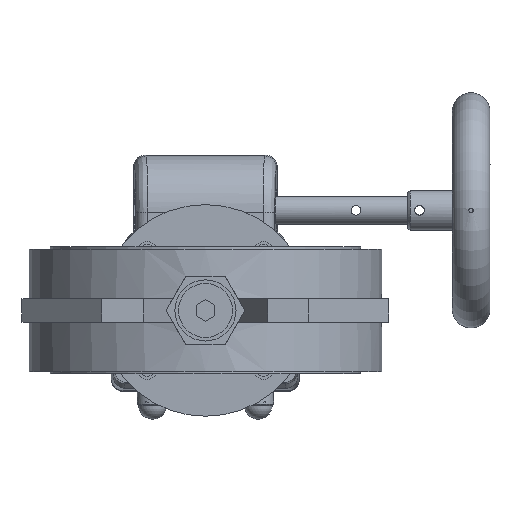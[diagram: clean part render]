
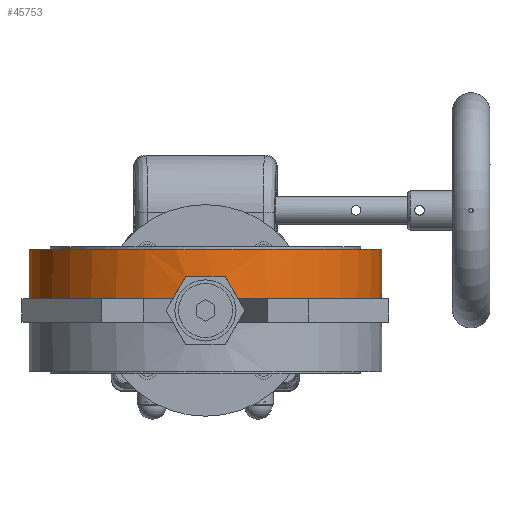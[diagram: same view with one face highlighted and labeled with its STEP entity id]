
A CAD part, front view. The second image highlights one B-rep face of the part: STEP entity #45753.
In plain terms, the highlighted cylindrical face has radius 75 mm (diameter 150 mm), a full revolution.
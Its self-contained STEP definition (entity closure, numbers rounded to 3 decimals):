
#3578=CIRCLE('',#50130,75.);
#3579=CIRCLE('',#50131,75.);
#3580=CIRCLE('',#50133,75.);
#3581=CIRCLE('',#50135,75.);
#3582=CIRCLE('',#50136,75.);
#3583=CIRCLE('',#50137,75.);
#4141=CYLINDRICAL_SURFACE('',#50129,75.);
#6687=LINE('',#155709,#9835);
#6688=LINE('',#155721,#9836);
#6689=LINE('',#155725,#9837);
#9835=VECTOR('',#60956,75.);
#9836=VECTOR('',#60967,1000.);
#9837=VECTOR('',#60970,1000.);
#11026=ELLIPSE('',#50132,150.,75.);
#11027=ELLIPSE('',#50134,150.,75.);
#13290=FACE_OUTER_BOUND('',#16100,.T.);
#16100=EDGE_LOOP('',(#40308,#40309,#40310,#40311,#40312,#40313,#40314,#40315,
#40316,#40317,#40318,#40319));
#21585=VERTEX_POINT('',#155706);
#21586=VERTEX_POINT('',#155708);
#21587=VERTEX_POINT('',#155710);
#21588=VERTEX_POINT('',#155712);
#21589=VERTEX_POINT('',#155714);
#21590=VERTEX_POINT('',#155716);
#21591=VERTEX_POINT('',#155718);
#21592=VERTEX_POINT('',#155720);
#21593=VERTEX_POINT('',#155722);
#21594=VERTEX_POINT('',#155724);
#27943=EDGE_CURVE('',#21585,#21585,#3578,.T.);
#27944=EDGE_CURVE('',#21585,#21586,#6687,.T.);
#27945=EDGE_CURVE('',#21586,#21587,#3579,.T.);
#27946=EDGE_CURVE('',#21587,#21588,#11026,.T.);
#27947=EDGE_CURVE('',#21588,#21589,#3580,.T.);
#27948=EDGE_CURVE('',#21589,#21590,#11027,.T.);
#27949=EDGE_CURVE('',#21590,#21591,#3581,.T.);
#27950=EDGE_CURVE('',#21592,#21591,#6688,.T.);
#27951=EDGE_CURVE('',#21592,#21593,#3582,.T.);
#27952=EDGE_CURVE('',#21593,#21594,#6689,.T.);
#27953=EDGE_CURVE('',#21594,#21586,#3583,.T.);
#40308=ORIENTED_EDGE('',*,*,#27943,.F.);
#40309=ORIENTED_EDGE('',*,*,#27944,.T.);
#40310=ORIENTED_EDGE('',*,*,#27945,.T.);
#40311=ORIENTED_EDGE('',*,*,#27946,.T.);
#40312=ORIENTED_EDGE('',*,*,#27947,.T.);
#40313=ORIENTED_EDGE('',*,*,#27948,.T.);
#40314=ORIENTED_EDGE('',*,*,#27949,.T.);
#40315=ORIENTED_EDGE('',*,*,#27950,.F.);
#40316=ORIENTED_EDGE('',*,*,#27951,.T.);
#40317=ORIENTED_EDGE('',*,*,#27952,.T.);
#40318=ORIENTED_EDGE('',*,*,#27953,.T.);
#40319=ORIENTED_EDGE('',*,*,#27944,.F.);
#45753=ADVANCED_FACE('',(#13290),#4141,.T.);
#50129=AXIS2_PLACEMENT_3D('',#155705,#60952,#60953);
#50130=AXIS2_PLACEMENT_3D('',#155707,#60954,#60955);
#50131=AXIS2_PLACEMENT_3D('',#155711,#60957,#60958);
#50132=AXIS2_PLACEMENT_3D('',#155713,#60959,#60960);
#50133=AXIS2_PLACEMENT_3D('',#155715,#60961,#60962);
#50134=AXIS2_PLACEMENT_3D('',#155717,#60963,#60964);
#50135=AXIS2_PLACEMENT_3D('',#155719,#60965,#60966);
#50136=AXIS2_PLACEMENT_3D('',#155723,#60968,#60969);
#50137=AXIS2_PLACEMENT_3D('',#155726,#60971,#60972);
#60952=DIRECTION('center_axis',(0.,0.,1.));
#60953=DIRECTION('ref_axis',(1.,0.,0.));
#60954=DIRECTION('center_axis',(0.,0.,1.));
#60955=DIRECTION('ref_axis',(1.,0.,0.));
#60956=DIRECTION('',(0.,0.,-1.));
#60957=DIRECTION('center_axis',(0.,0.,1.));
#60958=DIRECTION('ref_axis',(1.,0.,0.));
#60959=DIRECTION('center_axis',(-0.866,0.,
0.5));
#60960=DIRECTION('ref_axis',(0.5,0.,0.866));
#60961=DIRECTION('center_axis',(0.,0.,1.));
#60962=DIRECTION('ref_axis',(-1.,0.,0.));
#60963=DIRECTION('center_axis',(0.866,0.,
0.5));
#60964=DIRECTION('ref_axis',(0.5,0.,-0.866));
#60965=DIRECTION('center_axis',(0.,0.,1.));
#60966=DIRECTION('ref_axis',(1.,0.,0.));
#60967=DIRECTION('',(0.,0.,-1.));
#60968=DIRECTION('center_axis',(0.,0.,1.));
#60969=DIRECTION('ref_axis',(-1.,0.,0.));
#60970=DIRECTION('',(0.,0.,-1.));
#60971=DIRECTION('center_axis',(0.,0.,1.));
#60972=DIRECTION('ref_axis',(1.,0.,0.));
#155705=CARTESIAN_POINT('Origin',(0.,0.,115.101));
#155706=CARTESIAN_POINT('',(-75.,0.,26.));
#155707=CARTESIAN_POINT('Origin',(0.,0.,26.));
#155708=CARTESIAN_POINT('',(-75.,0.,5.));
#155709=CARTESIAN_POINT('',(-75.,0.,115.101));
#155710=CARTESIAN_POINT('',(-13.856,-73.709,5.));
#155711=CARTESIAN_POINT('Origin',(0.,0.,5.));
#155712=CARTESIAN_POINT('',(-8.372,-74.531,14.5));
#155713=CARTESIAN_POINT('Origin',(0.,0.,
29.));
#155714=CARTESIAN_POINT('',(8.372,-74.531,14.5));
#155715=CARTESIAN_POINT('Origin',(0.,0.,14.5));
#155716=CARTESIAN_POINT('',(13.856,-73.709,5.));
#155717=CARTESIAN_POINT('Origin',(0.,0.,
29.));
#155718=CARTESIAN_POINT('',(17.,73.048,5.));
#155719=CARTESIAN_POINT('Origin',(0.,0.,5.));
#155720=CARTESIAN_POINT('',(17.,73.048,14.5));
#155721=CARTESIAN_POINT('',(17.,73.048,14.5));
#155722=CARTESIAN_POINT('',(-17.,73.048,14.5));
#155723=CARTESIAN_POINT('Origin',(0.,0.,14.5));
#155724=CARTESIAN_POINT('',(-17.,73.048,5.));
#155725=CARTESIAN_POINT('',(-17.,73.048,14.5));
#155726=CARTESIAN_POINT('Origin',(0.,0.,5.));
